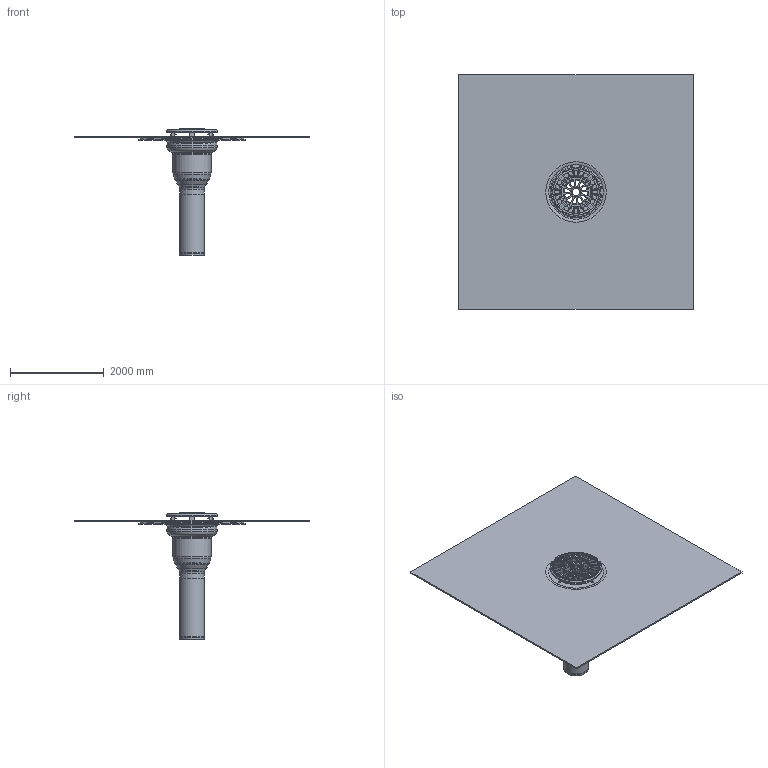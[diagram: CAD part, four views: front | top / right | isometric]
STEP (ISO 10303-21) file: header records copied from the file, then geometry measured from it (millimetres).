
FILE_DESCRIPTION(/* description */ (''),/* implementation_level */ '2;1');
FILE_NAME(/* name */ '15271.050X_3D.stp',/* time_stamp */ '2024-12-11T14:55:36+01:00',/* author */ ('CAD'),/* organization */ (''),/* preprocessor_version */ 'ST-DEVELOPER v20',/* originating_system */ 'AutoCAD Mechanical',/* authorisation */ '');
FILE_SCHEMA (('AUTOMOTIVE_DESIGN { 1 0 10303 214 3 1 1 }'));
Length unit declared in the file: centimetre
Products named in the file (2): Product; *S0
Assembly tree (1 placements, depth 2):
  Product
    *S0
Bounding box: 5000 x 5000 x 2697.7 mm (x, y, z)
Volume: 982061156.3 mm3; surface area: 74352100.2 mm2
Topology: 9 solids, 9 shells, 487 faces, 1410 edges, 933 vertices
Faces by surface type: cylinder 247, plane 131, torus 54, cone 46, sphere 8, bspline 1
Full cylindrical faces by diameter (mm): 20 x8, 32 x2, 52 x2, 170 x1, 500 x2, 530 x2, 736 x1, 770 x2, 780 x1, 810 x2, 885 x1, 900 x1, 901 x1, 905 x1, 953.818 x1, 965 x2, 1100 x1
Entity records: 19622 total; most frequent: CARTESIAN_POINT 6475, ORIENTED_EDGE 2818, DIRECTION 2750, EDGE_CURVE 1409, AXIS2_PLACEMENT_3D 1105, VERTEX_POINT 931, CIRCLE 615, EDGE_LOOP 588
